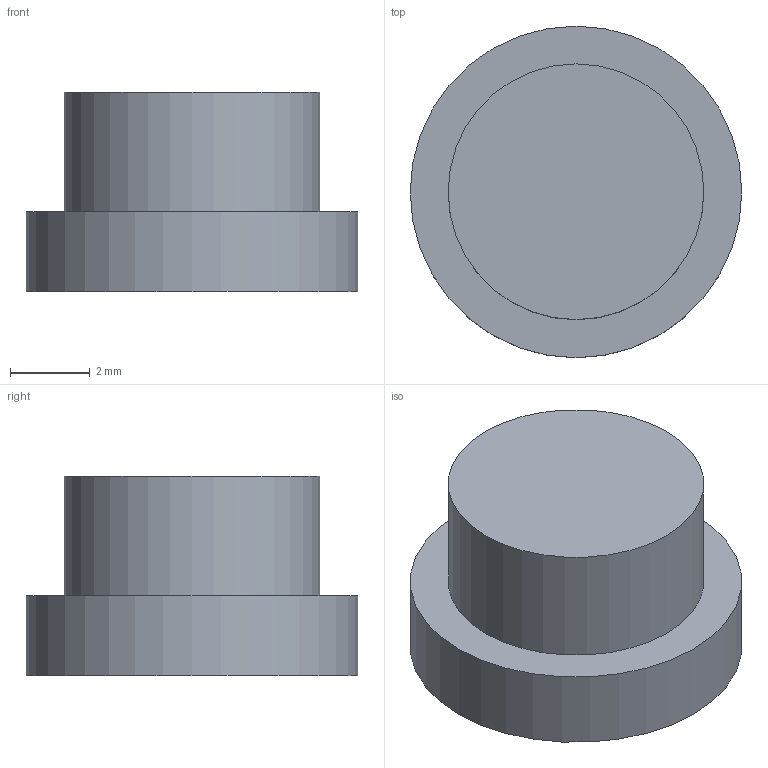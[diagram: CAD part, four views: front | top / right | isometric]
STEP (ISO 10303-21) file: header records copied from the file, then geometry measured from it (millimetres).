
FILE_DESCRIPTION(('FreeCAD Model'),'2;1');
FILE_NAME('Open CASCADE Shape Model','2023-11-14T22:04:20',(''),(''), 'Open CASCADE STEP processor 7.6','FreeCAD','Unknown');
FILE_SCHEMA(('AUTOMOTIVE_DESIGN { 1 0 10303 214 1 1 1 1 }'));
Length unit declared in the file: millimetre
Products named in the file (1): buttons
Bounding box: 8.3 x 8.3 x 5 mm (x, y, z)
Volume: 157 mm3; surface area: 263.1 mm2
Topology: 1 solids, 1 shells, 7 faces, 9 edges, 6 vertices
Faces by surface type: plane 4, cylinder 3
Full cylindrical faces by diameter (mm): 4.5 x1, 6.4 x1, 8.3 x1
Entity records: 171 total; most frequent: DIRECTION 31, CARTESIAN_POINT 23, ORIENTED_EDGE 18, AXIS2_PLACEMENT_3D 14, FACE_BOUND 9, EDGE_LOOP 9, EDGE_CURVE 9, ADVANCED_FACE 7
